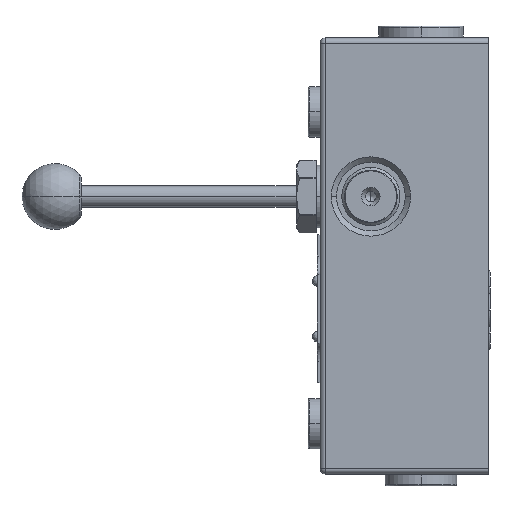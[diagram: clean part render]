
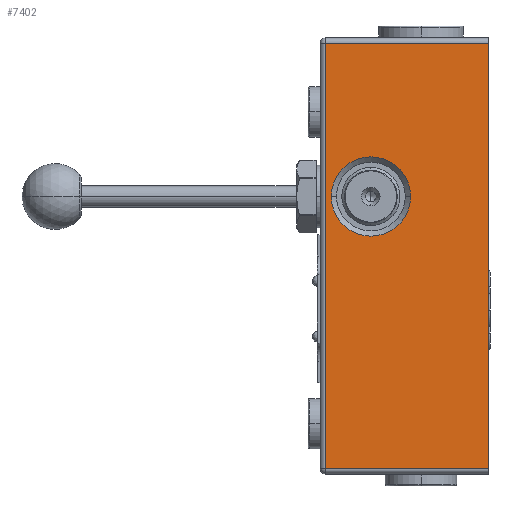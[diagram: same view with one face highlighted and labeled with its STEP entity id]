
A CAD part, left-side view. The second image highlights one B-rep face of the part: STEP entity #7402.
In plain terms, the highlighted planar face has unit normal (-1, 0, 0).
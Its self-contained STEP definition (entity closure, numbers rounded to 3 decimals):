
#1464=DIRECTION('',(0.,0.,1.));
#1465=VECTOR('',#1464,161.);
#1466=CARTESIAN_POINT('',(-24.,-25.6,-60.));
#1467=LINE('',#1466,#1465);
#2660=CARTESIAN_POINT('',(-24.,19.,43.));
#2661=DIRECTION('',(-1.,0.,0.));
#2662=DIRECTION('',(0.,1.,0.));
#2663=AXIS2_PLACEMENT_3D('',#2660,#2661,#2662);
#2665=CARTESIAN_POINT('',(-24.,19.,43.));
#2666=DIRECTION('',(-1.,0.,0.));
#2667=DIRECTION('',(0.,-1.,0.));
#2668=AXIS2_PLACEMENT_3D('',#2665,#2666,#2667);
#2670=DIRECTION('',(0.,1.,0.));
#2671=VECTOR('',#2670,61.8);
#2672=CARTESIAN_POINT('',(-24.,-25.6,-60.));
#2673=LINE('',#2672,#2671);
#2674=DIRECTION('',(0.,0.,-1.));
#2675=VECTOR('',#2674,161.);
#2676=CARTESIAN_POINT('',(-24.,36.2,101.));
#2677=LINE('',#2676,#2675);
#2678=DIRECTION('',(0.,-1.,0.));
#2679=VECTOR('',#2678,61.8);
#2680=CARTESIAN_POINT('',(-24.,36.2,101.));
#2681=LINE('',#2680,#2679);
#3799=CARTESIAN_POINT('',(-24.,34.,43.));
#3800=CARTESIAN_POINT('',(-24.,4.,43.));
#3801=VERTEX_POINT('',#3799);
#3802=VERTEX_POINT('',#3800);
#4113=CARTESIAN_POINT('',(-24.,-25.6,-60.));
#4115=VERTEX_POINT('',#4113);
#4119=CARTESIAN_POINT('',(-24.,36.2,-60.));
#4120=VERTEX_POINT('',#4119);
#4122=CARTESIAN_POINT('',(-24.,-25.6,101.));
#4124=VERTEX_POINT('',#4122);
#4125=CARTESIAN_POINT('',(-24.,36.2,101.));
#4126=VERTEX_POINT('',#4125);
#7383=CARTESIAN_POINT('',(-24.,38.2,-62.));
#7384=DIRECTION('',(-1.,0.,0.));
#7385=DIRECTION('',(0.,-1.,0.));
#7386=AXIS2_PLACEMENT_3D('',#7383,#7384,#7385);
#7387=PLANE('',#7386);
#7389=ORIENTED_EDGE('',*,*,#7388,.T.);
#7391=ORIENTED_EDGE('',*,*,#7390,.F.);
#7393=ORIENTED_EDGE('',*,*,#7392,.T.);
#7394=ORIENTED_EDGE('',*,*,#5822,.F.);
#7395=EDGE_LOOP('',(#7389,#7391,#7393,#7394));
#7396=FACE_OUTER_BOUND('',#7395,.F.);
#7398=ORIENTED_EDGE('',*,*,#7397,.T.);
#7399=ORIENTED_EDGE('',*,*,#7373,.T.);
#7400=EDGE_LOOP('',(#7398,#7399));
#7401=FACE_BOUND('',#7400,.F.);
#2664=CIRCLE('',#2663,15.);
#2669=CIRCLE('',#2668,15.);
#5822=EDGE_CURVE('',#4115,#4124,#1467,.T.);
#7373=EDGE_CURVE('',#3802,#3801,#2669,.T.);
#7388=EDGE_CURVE('',#4115,#4120,#2673,.T.);
#7390=EDGE_CURVE('',#4126,#4120,#2677,.T.);
#7392=EDGE_CURVE('',#4126,#4124,#2681,.T.);
#7397=EDGE_CURVE('',#3801,#3802,#2664,.T.);
#7402=ADVANCED_FACE('',(#7396,#7401),#7387,.T.);
